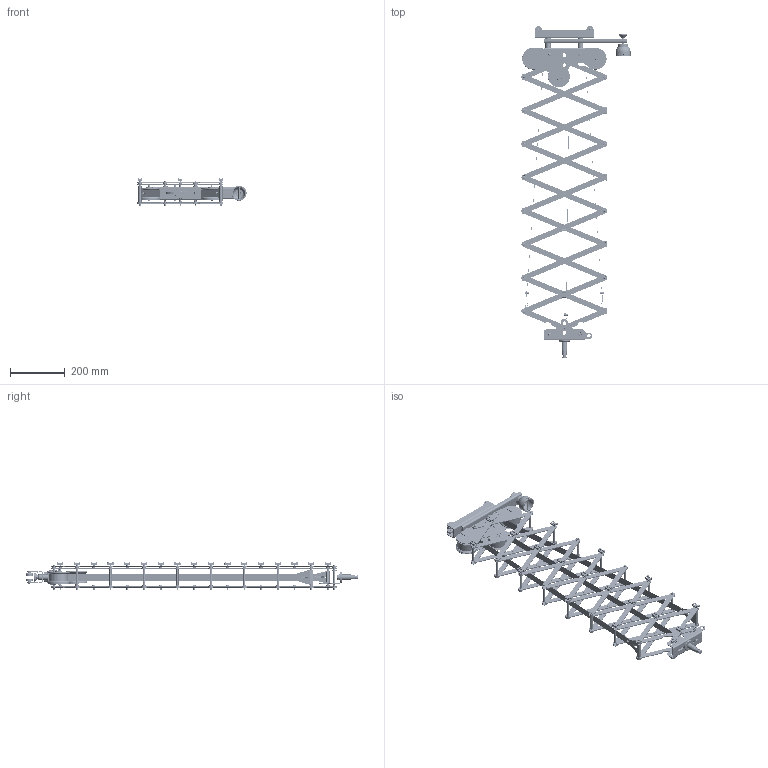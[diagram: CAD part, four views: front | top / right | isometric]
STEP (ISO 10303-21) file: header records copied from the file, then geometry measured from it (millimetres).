
FILE_DESCRIPTION (( 'STEP AP203' ), '1' );
FILE_NAME ('G1510.STEP', '2018-09-27T13:17:31', ( '' ), ( '' ), 'SwSTEP 2.0', 'SolidWorks 2016', '' );
FILE_SCHEMA (( 'CONFIG_CONTROL_DESIGN' ));
Length unit declared in the file: millimetre
Products named in the file (51): S3601_Extended Midway; TH1956; Socket Button Head Screw_Doughty Fastners_ISO 7380 - M4 x 10 --- 10S; TH3081; TH3732; S2905; G1510; Hex Bolt_ISO 4016 - M6 x 50 x 18-WS; A Washer_Bright washer BS 4320 - M10 (Form A); TH2073_Formed_6.0KG - 2.0m; Single Coil Rectangular Section Spring Washer_Doughty Fastners_Rectangular section spring washer BS 4464 - 10 (Type B); TH1332_Punched; TH1313; S2003; TH1307; TH1306; TH2340; F1042; TH1955; TH3014; F2005; TH1999; F956; Hex Thin Nut GradeB_Doughty Fastners_Hexagon Nut ISO - 4036 - M10 - S; F2019; TH1958; TH3734_Formed_DEFAULT; TH3736_MIDWAY MIDDLE; S3601_MIDWAY MIDDLE; TH1962; External Circlip_Doughty Fastners_BS 3673-4 - S006M; TH3082; TH1961; SW3dPS-nyloc nut, st stl a2 iso_M5 NYLOC; TH3080; S3299; TH1953; TH2338; TH3731; TH2339 ...
Assembly tree (313 placements, depth 4):
  G1510
    TH3731
    TH1960  x2
    TH1959  x2
    TH1955  x10
    F1041  x8
    F956  x86
    TH1958  x8
    F1042  x58
    TH1954  x8
    TH1953  x28
    TH1956  x7
    F2019  x7
    TH1961
    TH1962
    A Washer_Bright washer BS 4320 - M10 (Form A)
    Single Coil Rectangular Section Spring Washer_Doughty Fastners_Rectangular section spring washer BS 4464 - 10 (Type B)
    Hex Screw GradeC_Doughty Fastners_ISO 4018 - M10 x 20-WS
    External Circlip_Doughty Fastners_BS 3673-4 - S006M  x2
    TH1999
    TH3733  x2
    TH3735_MIDWAY  x2
      TH3732
      S3601_Extended Midway
      F2005
      TH2073_Formed_6.0KG - 2.0m
      B Washer_Bright washer BS 4320 - M5 (Form B)
      Hex Screw GradeC_Doughty Fastners_ISO 4018 - M5 x 10-WS
      SW3dPS-nyloc nut, st stl a2 iso_M5 NYLOC
      TH3733
      TH1999
      External Circlip_Doughty Fastners_BS 3673-4 - S006M
    S2003  x17
    TH2338  x2
    TH3014  x2
    Hex Bolt_ISO 4016 - M6 x 50 x 18-WS  x2
    B Washer_Bright washer BS 4320 - M6 (Form B)  x4
    Binx Nut_M6 BLK  x2
    TH3082
      TH3081
        TH3080
        Hex Thin Nut GradeB_Doughty Fastners_Hexagon Nut ISO - 4036 - M10 - S
      S3299
      TH1313
      TH1332_Punched
    TH3736_MIDWAY MIDDLE
      TH3732
      S3601_MIDWAY MIDDLE
      F2005
      B Washer_Bright washer BS 4320 - M5 (Form B)  x2
      Hex Screw GradeC_Doughty Fastners_ISO 4018 - M5 x 10-WS
      SW3dPS-nyloc nut, st stl a2 iso_M5 NYLOC
      TH3734_Formed_DEFAULT
    TH2340
      TH2339
      S2905  x4
      TH1307  x4
      TH1306  x4
      Socket Button Head Screw_Doughty Fastners_ISO 7380 - M4 x 10 --- 10S  x4
Bounding box: 399.84 x 1215.49 x 101 mm (x, y, z)
Volume: 1711681.3 mm3; surface area: 1494971.3 mm2
Topology: 320 solids, 320 shells, 8346 faces, 20653 edges, 13110 vertices
Faces by surface type: cylinder 3518, plane 2520, cone 1670, torus 462, bspline 154, sphere 22
Entity records: 74541 total; most frequent: CARTESIAN_POINT 22060, DIRECTION 9197, ORIENTED_EDGE 7864, EDGE_CURVE 3932, AXIS2_PLACEMENT_3D 3727, VERTEX_POINT 2482, CIRCLE 1837, EDGE_LOOP 1794
